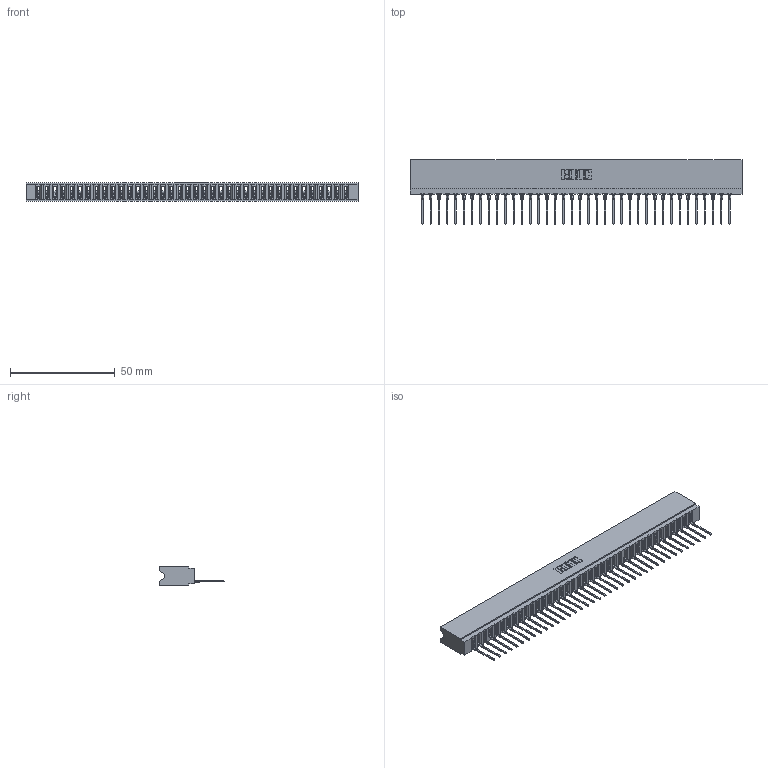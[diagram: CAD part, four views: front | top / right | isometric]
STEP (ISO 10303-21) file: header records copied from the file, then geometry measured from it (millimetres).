
FILE_DESCRIPTION (( 'STEP AP203' ), '1' );
FILE_NAME ('737-038-540-106.STEP', '2026-02-25T00:04:27', ( '' ), ( '' ), 'SwSTEP 2.0', 'SolidWorks 2023', '' );
FILE_SCHEMA (( 'CONFIG_CONTROL_DESIGN' ));
Length unit declared in the file: millimetre
Products named in the file (3): 745-292-001_540; 737 Part_Insulator Option - 06; 737-038-540-106
Assembly tree (39 placements, depth 2):
  737-038-540-106
    737 Part_Insulator Option - 06
    745-292-001_540  x38
Bounding box: 158.45 x 30.62 x 8.89 mm (x, y, z)
Volume: 15344.4 mm3; surface area: 21319.3 mm2
Topology: 39 solids, 39 shells, 4389 faces, 12075 edges, 7618 vertices
Faces by surface type: plane 2639, cylinder 762, bspline 760, torus 228
Entity records: 64545 total; most frequent: CARTESIAN_POINT 11882, ORIENTED_EDGE 11348, DIRECTION 9832, EDGE_CURVE 5674, LINE 5264, VECTOR 5264, VERTEX_POINT 3622, AXIS2_PLACEMENT_3D 2284
